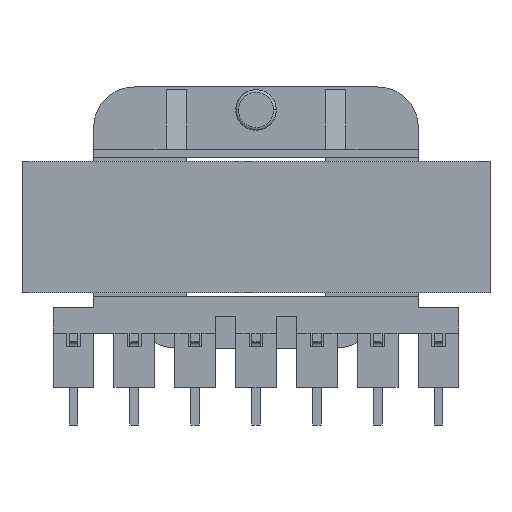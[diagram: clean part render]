
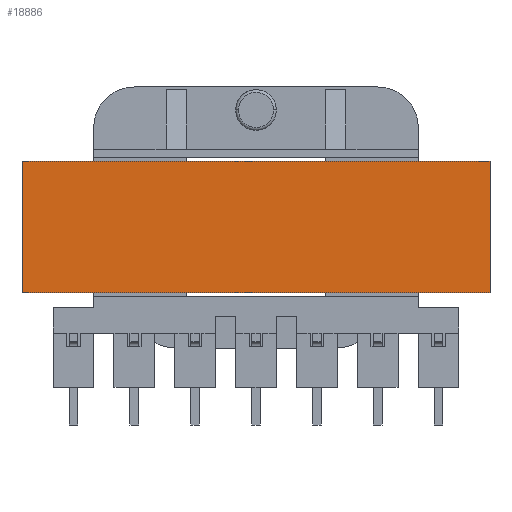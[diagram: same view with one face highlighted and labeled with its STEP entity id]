
A CAD part, left-side view. The second image highlights one B-rep face of the part: STEP entity #18886.
In plain terms, the highlighted face is planar.
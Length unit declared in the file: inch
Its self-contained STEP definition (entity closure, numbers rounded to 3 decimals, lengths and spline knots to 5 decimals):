
#176 = LINE ( 'NONE', #4366, #21761 ) ;
#2176 = DIRECTION ( 'NONE',  ( 0., 0., -1. ) ) ;
#2461 = ORIENTED_EDGE ( 'NONE', *, *, #18485, .T. ) ;
#2496 = CARTESIAN_POINT ( 'NONE',  ( 0., 0.69488, -0.19094 ) ) ;
#3032 = VERTEX_POINT ( 'NONE', #6563 ) ;
#3686 = EDGE_CURVE ( 'NONE', #6774, #16095, #21034, .T. ) ;
#4276 = VECTOR ( 'NONE', #10418, 39.37008 ) ;
#4366 = CARTESIAN_POINT ( 'NONE',  ( -0.6811, 0.69488, 0. ) ) ;
#4517 = VERTEX_POINT ( 'NONE', #5616 ) ;
#5616 = CARTESIAN_POINT ( 'NONE',  ( -0.6811, 0.69488, 0.19094 ) ) ;
#5724 = CARTESIAN_POINT ( 'NONE',  ( 0.6811, 0.69488, 0. ) ) ;
#5840 = DIRECTION ( 'NONE',  ( 0., 1., 0. ) ) ;
#6335 = LINE ( 'NONE', #17970, #24266 ) ;
#6563 = CARTESIAN_POINT ( 'NONE',  ( -0.6811, 0.69488, -0.19094 ) ) ;
#6774 = VERTEX_POINT ( 'NONE', #16633 ) ;
#8195 = FACE_OUTER_BOUND ( 'NONE', #24543, .T. ) ;
#10418 = DIRECTION ( 'NONE',  ( -1., 0., 0. ) ) ;
#11038 = AXIS2_PLACEMENT_3D ( 'NONE', #15355, #5840, #17483 ) ;
#11403 = CARTESIAN_POINT ( 'NONE',  ( 0.6811, 0.69488, -0.19094 ) ) ;
#13957 = EDGE_CURVE ( 'NONE', #4517, #6774, #6335, .T. ) ;
#15355 = CARTESIAN_POINT ( 'NONE',  ( -0.6811, 0.69488, -0.19094 ) ) ;
#16095 = VERTEX_POINT ( 'NONE', #11403 ) ;
#16633 = CARTESIAN_POINT ( 'NONE',  ( 0.6811, 0.69488, 0.19094 ) ) ;
#16880 = VECTOR ( 'NONE', #23140, 39.37008 ) ;
#17356 = PLANE ( 'NONE',  #11038 ) ;
#17483 = DIRECTION ( 'NONE',  ( 0., 0., 1. ) ) ;
#17970 = CARTESIAN_POINT ( 'NONE',  ( 0., 0.69488, 0.19094 ) ) ;
#18485 = EDGE_CURVE ( 'NONE', #16095, #3032, #23592, .T. ) ;
#18886 = ADVANCED_FACE ( 'NONE', ( #8195 ), #17356, .T. ) ;
#18922 = EDGE_CURVE ( 'NONE', #4517, #3032, #176, .T. ) ;
#20381 = ORIENTED_EDGE ( 'NONE', *, *, #18922, .F. ) ;
#21034 = LINE ( 'NONE', #5724, #16880 ) ;
#21646 = ORIENTED_EDGE ( 'NONE', *, *, #3686, .T. ) ;
#21761 = VECTOR ( 'NONE', #2176, 39.37008 ) ;
#23140 = DIRECTION ( 'NONE',  ( 0., 0., -1. ) ) ;
#23187 = ORIENTED_EDGE ( 'NONE', *, *, #13957, .T. ) ;
#23512 = DIRECTION ( 'NONE',  ( 1., 0., 0. ) ) ;
#23592 = LINE ( 'NONE', #2496, #4276 ) ;
#24266 = VECTOR ( 'NONE', #23512, 39.37008 ) ;
#24543 = EDGE_LOOP ( 'NONE', ( #23187, #21646, #2461, #20381 ) ) ;
